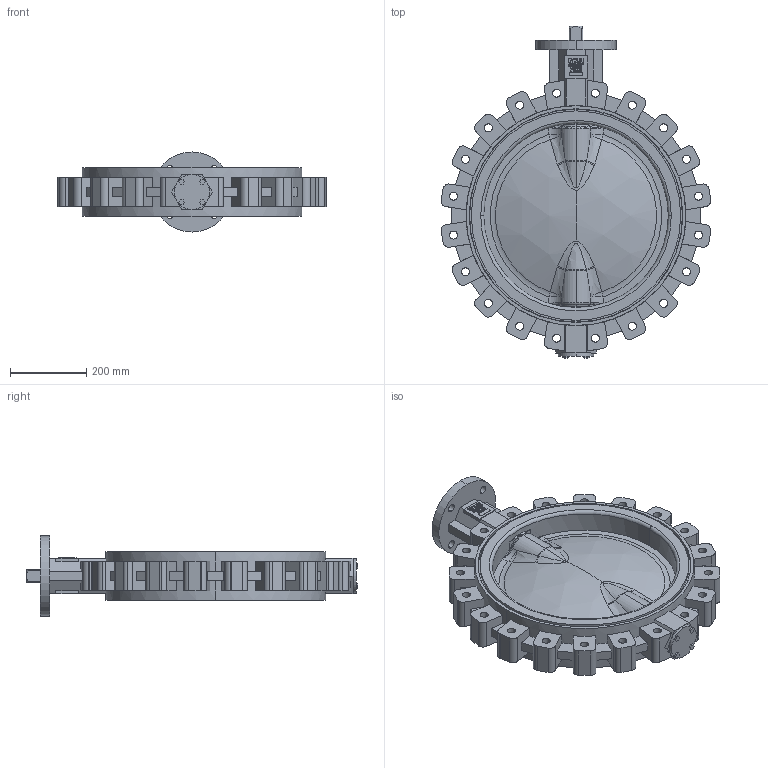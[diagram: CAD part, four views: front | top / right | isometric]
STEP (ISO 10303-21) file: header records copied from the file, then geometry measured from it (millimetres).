
FILE_DESCRIPTION (( 'STEP AP203' ), '1' );
FILE_NAME ('EVTLS-i DN500 PN16 F16-L36.STEP', '2024-04-22T12:52:23', ( '' ), ( '' ), 'SwSTEP 2.0', 'SolidWorks 2015', '' );
FILE_SCHEMA (( 'CONFIG_CONTROL_DESIGN' ));
Length unit declared in the file: millimetre
Products named in the file (1): EVTLS-i DN500 PN16 F16-L36
Bounding box: 706.32 x 870 x 210 mm (x, y, z)
Volume: 26938354.6 mm3; surface area: 1559445.1 mm2
Topology: 1 solids, 1 shells, 767 faces, 2057 edges, 1335 vertices
Faces by surface type: plane 419, cylinder 149, bspline 124, torus 40, cone 23, sphere 12
Entity records: 31523 total; most frequent: CARTESIAN_POINT 12763, ORIENTED_EDGE 4114, DIRECTION 3546, EDGE_CURVE 2057, VERTEX_POINT 1335, VECTOR 1222, LINE 1222, AXIS2_PLACEMENT_3D 1162
